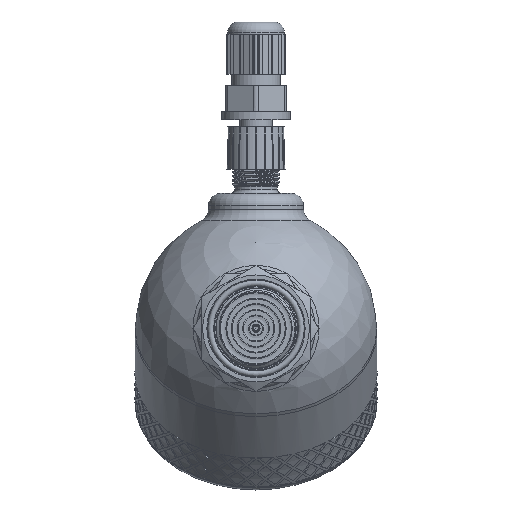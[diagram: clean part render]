
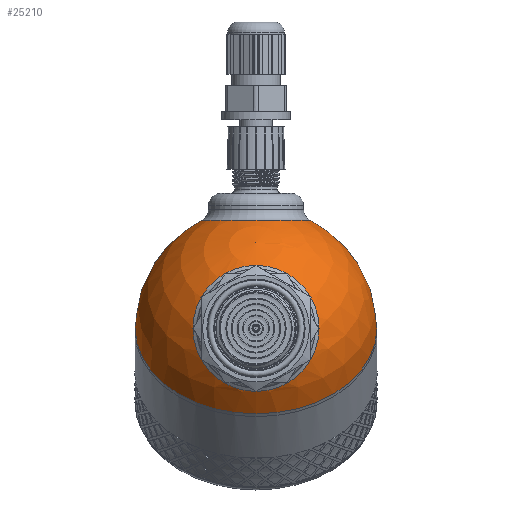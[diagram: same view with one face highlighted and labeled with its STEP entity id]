
A CAD part, left-side view. The second image highlights one B-rep face of the part: STEP entity #25210.
In plain terms, the highlighted spherical face has radius 30 mm.
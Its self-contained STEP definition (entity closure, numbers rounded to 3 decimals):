
#173=SPHERICAL_SURFACE('',#26669,30.);
#218=CIRCLE('',#26666,15.643);
#221=CIRCLE('',#26670,30.);
#222=CIRCLE('',#26671,30.);
#223=CIRCLE('',#26672,30.);
#224=CIRCLE('',#26673,13.5);
#1026=FACE_BOUND('',#5701,.T.);
#1027=FACE_BOUND('',#5702,.T.);
#4056=FACE_OUTER_BOUND('',#5700,.T.);
#5700=EDGE_LOOP('',(#18229,#18230,#18231,#18232));
#5701=EDGE_LOOP('',(#18233));
#5702=EDGE_LOOP('',(#18234));
#10480=VERTEX_POINT('',#39101);
#10482=VERTEX_POINT('',#39107);
#10483=VERTEX_POINT('',#39108);
#10484=VERTEX_POINT('',#39110);
#10485=VERTEX_POINT('',#39113);
#13409=EDGE_CURVE('',#10480,#10480,#218,.T.);
#13412=EDGE_CURVE('',#10482,#10483,#221,.T.);
#13413=EDGE_CURVE('',#10482,#10484,#222,.T.);
#13414=EDGE_CURVE('',#10483,#10482,#223,.T.);
#13415=EDGE_CURVE('',#10485,#10485,#224,.T.);
#18229=ORIENTED_EDGE('',*,*,#13412,.F.);
#18230=ORIENTED_EDGE('',*,*,#13413,.T.);
#18231=ORIENTED_EDGE('',*,*,#13413,.F.);
#18232=ORIENTED_EDGE('',*,*,#13414,.F.);
#18233=ORIENTED_EDGE('',*,*,#13409,.F.);
#18234=ORIENTED_EDGE('',*,*,#13415,.F.);
#25210=ADVANCED_FACE('',(#4056,#1026,#1027),#173,.T.);
#26666=AXIS2_PLACEMENT_3D('',#39102,#28225,#28226);
#26669=AXIS2_PLACEMENT_3D('',#39106,#28231,#28232);
#26670=AXIS2_PLACEMENT_3D('',#39109,#28233,#28234);
#26671=AXIS2_PLACEMENT_3D('',#39111,#28235,#28236);
#26672=AXIS2_PLACEMENT_3D('',#39112,#28237,#28238);
#26673=AXIS2_PLACEMENT_3D('',#39114,#28239,#28240);
#28225=DIRECTION('center_axis',(-0.707,0.,0.707));
#28226=DIRECTION('ref_axis',(0.707,0.,0.707));
#28231=DIRECTION('center_axis',(1.,0.,0.));
#28232=DIRECTION('ref_axis',(0.,-1.,0.));
#28233=DIRECTION('center_axis',(1.,0.,0.));
#28234=DIRECTION('ref_axis',(0.,1.,0.));
#28235=DIRECTION('center_axis',(0.,0.,1.));
#28236=DIRECTION('ref_axis',(0.,1.,0.));
#28237=DIRECTION('center_axis',(1.,0.,0.));
#28238=DIRECTION('ref_axis',(0.,1.,0.));
#28239=DIRECTION('center_axis',(-0.707,0.,-0.707));
#28240=DIRECTION('ref_axis',(-0.707,0.,0.707));
#39101=CARTESIAN_POINT('',(-29.162,0.,7.04));
#39102=CARTESIAN_POINT('Origin',(-18.101,0.,18.101));
#39106=CARTESIAN_POINT('Origin',(0.,0.,0.));
#39107=CARTESIAN_POINT('',(0.,30.,0.));
#39108=CARTESIAN_POINT('',(0.,-30.,0.));
#39109=CARTESIAN_POINT('Origin',(0.,0.,0.));
#39110=CARTESIAN_POINT('',(-30.,0.,0.));
#39111=CARTESIAN_POINT('Origin',(0.,0.,0.));
#39112=CARTESIAN_POINT('Origin',(0.,0.,0.));
#39113=CARTESIAN_POINT('',(-9.398,0.,-28.49));
#39114=CARTESIAN_POINT('Origin',(-18.944,0.,-18.944));
